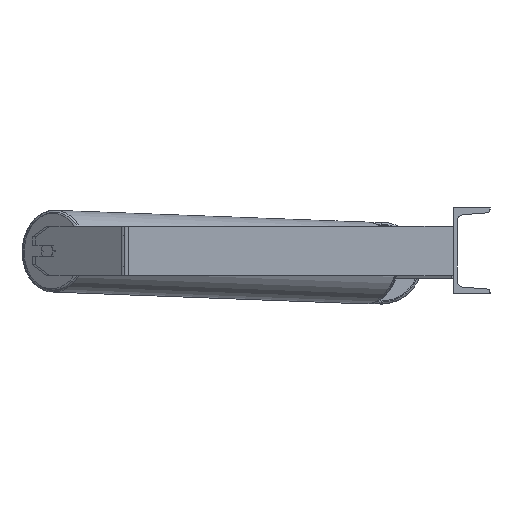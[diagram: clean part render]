
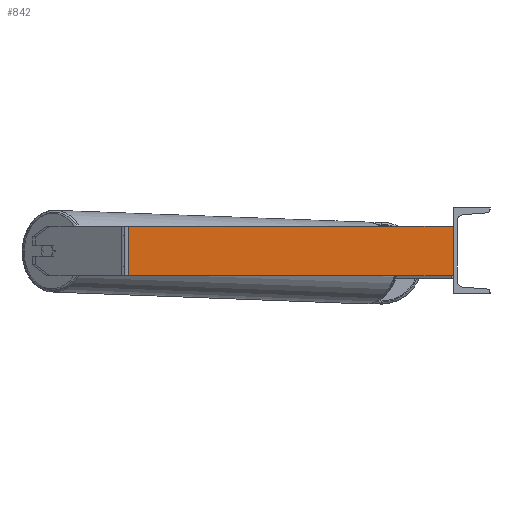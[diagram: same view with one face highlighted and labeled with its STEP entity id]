
A CAD part, left-side view. The second image highlights one B-rep face of the part: STEP entity #842.
In plain terms, the highlighted planar face has unit normal (-1, 0, 0).
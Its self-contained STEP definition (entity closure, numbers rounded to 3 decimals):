
#505 = LINE ( 'NONE', #1890, #6278 ) ;
#512 = LINE ( 'NONE', #3282, #8004 ) ;
#612 = VECTOR ( 'NONE', #6492, 1000. ) ;
#842 = ADVANCED_FACE ( 'NONE', ( #7410 ), #7273, .F. ) ;
#854 = LINE ( 'NONE', #8980, #6546 ) ;
#1153 = ORIENTED_EDGE ( 'NONE', *, *, #2255, .F. ) ;
#1240 = EDGE_CURVE ( 'NONE', #6370, #4015, #512, .T. ) ;
#1298 = DIRECTION ( 'NONE',  ( 0., 0., -1. ) ) ;
#1690 = CARTESIAN_POINT ( 'NONE',  ( -1185., 533.984, 40. ) ) ;
#1890 = CARTESIAN_POINT ( 'NONE',  ( -1185., 0., 40. ) ) ;
#1898 = DIRECTION ( 'NONE',  ( 0., -1., 0. ) ) ;
#1969 = VERTEX_POINT ( 'NONE', #6360 ) ;
#2255 = EDGE_CURVE ( 'NONE', #7723, #1969, #854, .T. ) ;
#2488 = ORIENTED_EDGE ( 'NONE', *, *, #1240, .T. ) ;
#2513 = DIRECTION ( 'NONE',  ( 0., 0., -1. ) ) ;
#2953 = CARTESIAN_POINT ( 'NONE',  ( -1185., 528.16, -40. ) ) ;
#3190 = DIRECTION ( 'NONE',  ( 1., 0., 0. ) ) ;
#3282 = CARTESIAN_POINT ( 'NONE',  ( -1185., 533.984, -40. ) ) ;
#3465 = LINE ( 'NONE', #6164, #612 ) ;
#3614 = ORIENTED_EDGE ( 'NONE', *, *, #5548, .T. ) ;
#3653 = EDGE_CURVE ( 'NONE', #1969, #4015, #505, .T. ) ;
#3680 = CARTESIAN_POINT ( 'NONE',  ( -1185., 0., -40. ) ) ;
#4015 = VERTEX_POINT ( 'NONE', #3680 ) ;
#5268 = AXIS2_PLACEMENT_3D ( 'NONE', #1690, #3190, #2513 ) ;
#5440 = EDGE_LOOP ( 'NONE', ( #2488, #8299, #1153, #3614 ) ) ;
#5548 = EDGE_CURVE ( 'NONE', #7723, #6370, #3465, .T. ) ;
#5870 = DIRECTION ( 'NONE',  ( 0., -1., 0. ) ) ;
#6164 = CARTESIAN_POINT ( 'NONE',  ( -1185., 528.16, 40. ) ) ;
#6278 = VECTOR ( 'NONE', #1298, 1000. ) ;
#6360 = CARTESIAN_POINT ( 'NONE',  ( -1185., 0., 40. ) ) ;
#6370 = VERTEX_POINT ( 'NONE', #2953 ) ;
#6492 = DIRECTION ( 'NONE',  ( 0., 0., -1. ) ) ;
#6546 = VECTOR ( 'NONE', #5870, 1000. ) ;
#7131 = CARTESIAN_POINT ( 'NONE',  ( -1185., 528.16, 40. ) ) ;
#7273 = PLANE ( 'NONE',  #5268 ) ;
#7410 = FACE_OUTER_BOUND ( 'NONE', #5440, .T. ) ;
#7723 = VERTEX_POINT ( 'NONE', #7131 ) ;
#8004 = VECTOR ( 'NONE', #1898, 1000. ) ;
#8299 = ORIENTED_EDGE ( 'NONE', *, *, #3653, .F. ) ;
#8980 = CARTESIAN_POINT ( 'NONE',  ( -1185., 533.984, 40. ) ) ;
